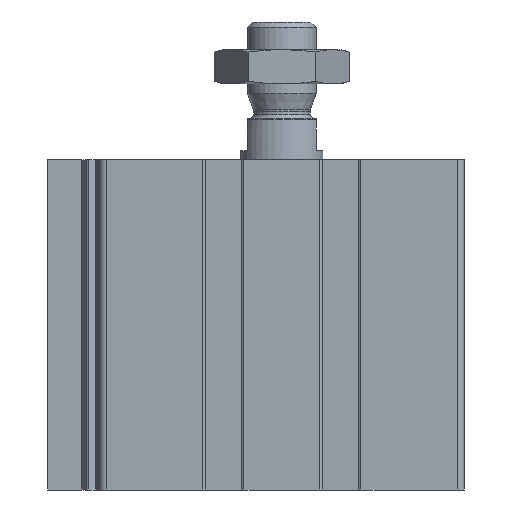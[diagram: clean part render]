
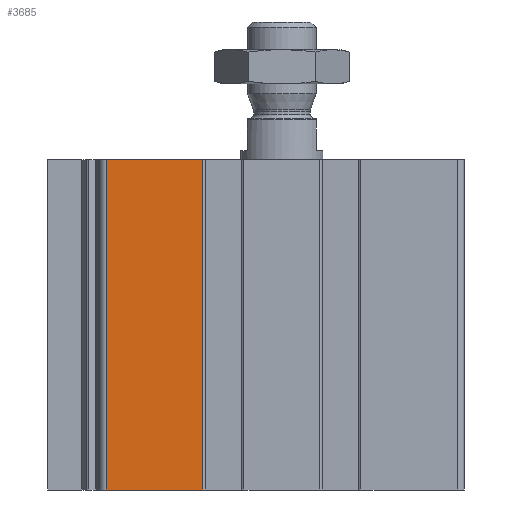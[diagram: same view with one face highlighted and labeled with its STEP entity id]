
A CAD part, left-side view. The second image highlights one B-rep face of the part: STEP entity #3685.
In plain terms, the highlighted planar face has unit normal (-1, 0, 0).
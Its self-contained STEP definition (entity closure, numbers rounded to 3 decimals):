
#275=LINE('',#6104,#557);
#276=LINE('',#6106,#558);
#277=LINE('',#6108,#559);
#278=LINE('',#6110,#560);
#557=VECTOR('',#4939,1000.);
#558=VECTOR('',#4942,1000.);
#559=VECTOR('',#4943,1000.);
#560=VECTOR('',#4944,1000.);
#685=PLANE('',#4063);
#1165=ORIENTED_EDGE('',*,*,#2096,.F.);
#1166=ORIENTED_EDGE('',*,*,#2095,.F.);
#1167=ORIENTED_EDGE('',*,*,#2097,.T.);
#1168=ORIENTED_EDGE('',*,*,#2098,.T.);
#2095=EDGE_CURVE('',#2509,#2508,#275,.T.);
#2096=EDGE_CURVE('',#2508,#2510,#276,.T.);
#2097=EDGE_CURVE('',#2509,#2511,#277,.T.);
#2098=EDGE_CURVE('',#2511,#2510,#278,.T.);
#2508=VERTEX_POINT('',#6101);
#2509=VERTEX_POINT('',#6103);
#2510=VERTEX_POINT('',#6107);
#2511=VERTEX_POINT('',#6109);
#2992=EDGE_LOOP('',(#1165,#1166,#1167,#1168));
#3292=FACE_BOUND('',#2992,.T.);
#3685=ADVANCED_FACE('',(#3292),#685,.T.);
#4063=AXIS2_PLACEMENT_3D('',#6105,#4940,#4941);
#4939=DIRECTION('',(0.,0.,1.));
#4940=DIRECTION('',(-1.,0.,0.));
#4941=DIRECTION('',(0.,0.,1.));
#4942=DIRECTION('',(0.,-1.,0.));
#4943=DIRECTION('',(0.,-1.,0.));
#4944=DIRECTION('',(0.,0.,1.));
#6101=CARTESIAN_POINT('',(-26.5,25.5,0.));
#6103=CARTESIAN_POINT('',(-26.5,25.5,-48.));
#6104=CARTESIAN_POINT('',(-26.5,25.5,-48.));
#6105=CARTESIAN_POINT('',(-26.5,25.5,-48.));
#6106=CARTESIAN_POINT('',(-26.5,25.5,0.));
#6107=CARTESIAN_POINT('',(-26.5,11.5,0.));
#6108=CARTESIAN_POINT('',(-26.5,25.5,-48.));
#6109=CARTESIAN_POINT('',(-26.5,11.5,-48.));
#6110=CARTESIAN_POINT('',(-26.5,11.5,-48.));
